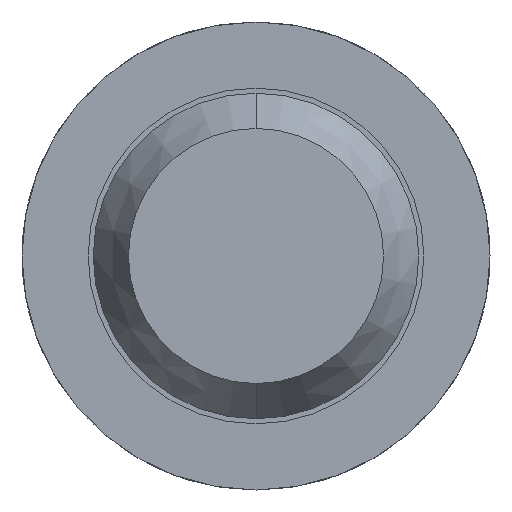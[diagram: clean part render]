
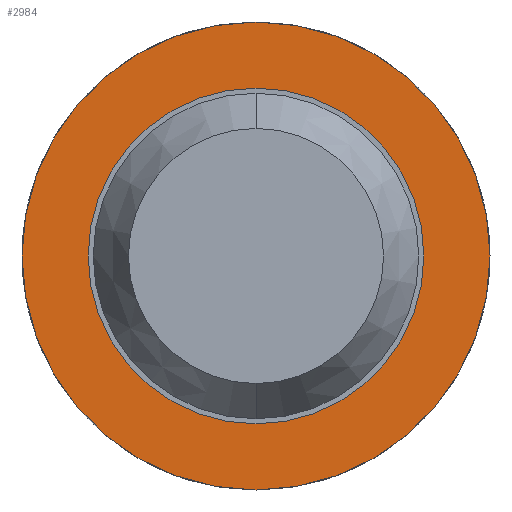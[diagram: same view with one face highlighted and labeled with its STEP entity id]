
A CAD part, front view. The second image highlights one B-rep face of the part: STEP entity #2984.
In plain terms, the highlighted planar face has unit normal (0, -1, 0).
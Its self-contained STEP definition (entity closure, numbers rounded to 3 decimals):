
#91 = EDGE_CURVE ( 'Defeature ausgef�hrt1_7+Defeature ausgef�hrt1_6+Defeature ausgef�hrt1_6+Defeature ausgef�hrt1_6', #2222, #3249, #2716, .T. ) ;
#240 = CARTESIAN_POINT ( 'NONE',  ( 0., -1.7, -1.15 ) ) ;
#366 = ORIENTED_EDGE ( 'NONE', *, *, #3814, .F. ) ;
#427 = VERTEX_POINT ( 'NONE', #772 ) ;
#454 = PLANE ( 'NONE',  #1999 ) ;
#594 = FACE_BOUND ( 'NONE', #2169, .T. ) ;
#667 = ORIENTED_EDGE ( 'NONE', *, *, #3581, .F. ) ;
#772 = CARTESIAN_POINT ( 'NONE',  ( 0., -1.7, 1.15 ) ) ;
#852 = ORIENTED_EDGE ( 'NONE', *, *, #1972, .T. ) ;
#1117 = DIRECTION ( 'NONE',  ( 0., 1., 0. ) ) ;
#1233 = DIRECTION ( 'NONE',  ( 0., 1., 0. ) ) ;
#1249 = DIRECTION ( 'NONE',  ( 0., 1., 0. ) ) ;
#1289 = EDGE_LOOP ( 'NONE', ( #667, #366 ) ) ;
#1395 = FACE_OUTER_BOUND ( 'NONE', #1289, .T. ) ;
#1457 = AXIS2_PLACEMENT_3D ( 'NONE', #2723, #1233, #1834 ) ;
#1834 = DIRECTION ( 'NONE',  ( 0., 0., 1. ) ) ;
#1866 = CARTESIAN_POINT ( 'NONE',  ( 0., -1.7, 0. ) ) ;
#1972 = EDGE_CURVE ( 'Defeature ausgef�hrt1_7+Defeature ausgef�hrt1_6+Defeature ausgef�hrt1_6+Defeature ausgef�hrt1_6', #3249, #2222, #3561, .T. ) ;
#1999 = AXIS2_PLACEMENT_3D ( 'NONE', #2297, #3468, #3188 ) ;
#2169 = EDGE_LOOP ( 'NONE', ( #3891, #852 ) ) ;
#2194 = AXIS2_PLACEMENT_3D ( 'NONE', #2617, #3824, #2608 ) ;
#2222 = VERTEX_POINT ( 'NONE', #3520 ) ;
#2297 = CARTESIAN_POINT ( 'NONE',  ( 0.825, -1.7, 0. ) ) ;
#2358 = VERTEX_POINT ( 'NONE', #240 ) ;
#2433 = DIRECTION ( 'NONE',  ( 0., 0., 1. ) ) ;
#2580 = AXIS2_PLACEMENT_3D ( 'NONE', #1866, #1249, #2433 ) ;
#2608 = DIRECTION ( 'NONE',  ( 0., 0., 1. ) ) ;
#2617 = CARTESIAN_POINT ( 'NONE',  ( 0., -1.7, 0. ) ) ;
#2687 = CARTESIAN_POINT ( 'NONE',  ( 0., -1.7, -0.825 ) ) ;
#2716 = CIRCLE ( 'NONE', #2580, 0.825 ) ;
#2723 = CARTESIAN_POINT ( 'NONE',  ( 0., -1.7, 0. ) ) ;
#2912 = CARTESIAN_POINT ( 'NONE',  ( 0., -1.7, 0. ) ) ;
#2984 = ADVANCED_FACE ( 'Defeature ausgef�hrt1_7', ( #1395, #594 ), #454, .F. ) ;
#3188 = DIRECTION ( 'NONE',  ( 0., 0., 1. ) ) ;
#3249 = VERTEX_POINT ( 'NONE', #2687 ) ;
#3257 = DIRECTION ( 'NONE',  ( 0., 0., 1. ) ) ;
#3340 = AXIS2_PLACEMENT_3D ( 'NONE', #2912, #1117, #3257 ) ;
#3376 = CIRCLE ( 'NONE', #3340, 1.15 ) ;
#3468 = DIRECTION ( 'NONE',  ( 0., 1., 0. ) ) ;
#3472 = CIRCLE ( 'NONE', #1457, 1.15 ) ;
#3520 = CARTESIAN_POINT ( 'NONE',  ( 0., -1.7, 0.825 ) ) ;
#3561 = CIRCLE ( 'NONE', #2194, 0.825 ) ;
#3581 = EDGE_CURVE ( 'Defeature ausgef�hrt1_0+Defeature ausgef�hrt1_7+Defeature ausgef�hrt1_7+Defeature ausgef�hrt1_7', #427, #2358, #3472, .T. ) ;
#3814 = EDGE_CURVE ( 'Defeature ausgef�hrt1_0+Defeature ausgef�hrt1_7+Defeature ausgef�hrt1_7+Defeature ausgef�hrt1_7', #2358, #427, #3376, .T. ) ;
#3824 = DIRECTION ( 'NONE',  ( 0., 1., 0. ) ) ;
#3891 = ORIENTED_EDGE ( 'NONE', *, *, #91, .T. ) ;
